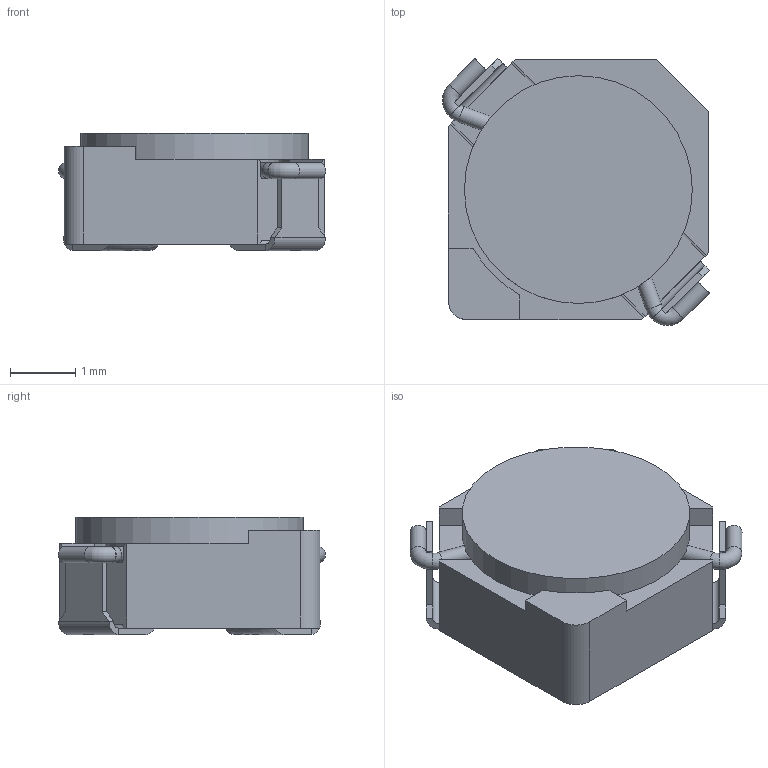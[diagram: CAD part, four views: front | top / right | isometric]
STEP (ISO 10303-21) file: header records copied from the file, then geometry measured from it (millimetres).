
FILE_DESCRIPTION(('STEP AP214'), '1');
FILE_NAME('CDRH3D16', '2018-08-10T17:25:03', ('Nobody'), (''), 'ASCON STEP Converter 1.3', 'ASCON Math Kernel', '');
FILE_SCHEMA(('AUTOMOTIVE_DESIGN { 1 0 10303 214 3 1 1}'));
Length unit declared in the file: millimetre
Bounding box: 4.1 x 4.1 x 1.8 mm (x, y, z)
Volume: 19.7 mm3; surface area: 91.9 mm2
Topology: 4 solids, 4 shells, 101 faces, 259 edges, 167 vertices
Faces by surface type: plane 65, cylinder 26, torus 10
Full cylindrical faces by diameter (mm): 0.25 x4, 2.6 x2, 3.1 x1, 3.5 x1
Entity records: 4033 total; most frequent: CARTESIAN_POINT 750, DIRECTION 494, ORIENTED_EDGE 482, EDGE_CURVE 241, AXIS2_PLACEMENT_3D 169, VERTEX_POINT 157, LINE 156, VECTOR 156
